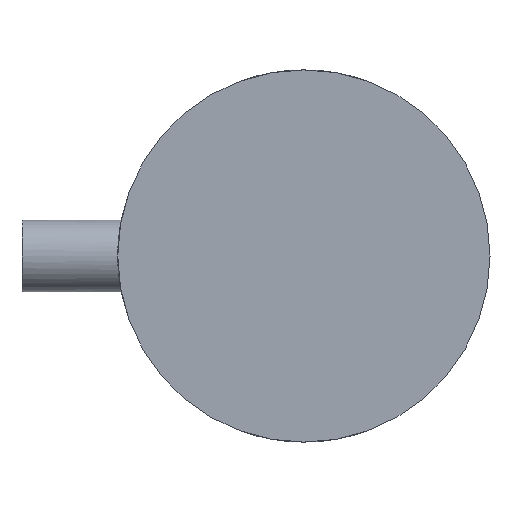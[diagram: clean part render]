
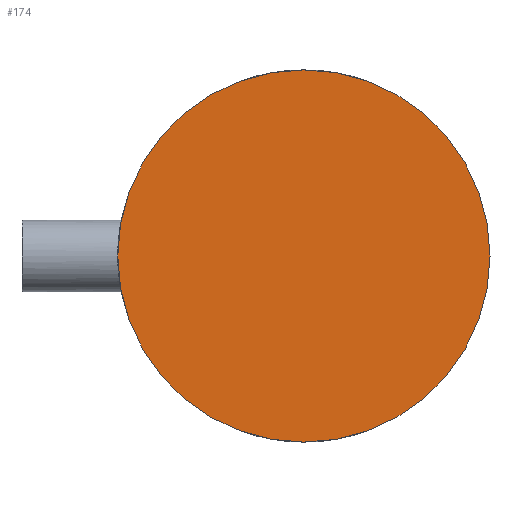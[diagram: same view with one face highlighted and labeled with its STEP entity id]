
A CAD part, front view. The second image highlights one B-rep face of the part: STEP entity #174.
In plain terms, the highlighted planar face has unit normal (0, -1, 0).
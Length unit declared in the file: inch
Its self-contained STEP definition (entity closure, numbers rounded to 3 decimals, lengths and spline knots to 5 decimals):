
#48=FACE_OUTER_BOUND('',#58,.T.);
#58=EDGE_LOOP('',(#156,#157));
#69=CIRCLE('',#211,3.75);
#70=CIRCLE('',#212,3.75);
#88=VERTEX_POINT('',#425);
#89=VERTEX_POINT('',#426);
#110=EDGE_CURVE('',#88,#89,#69,.T.);
#111=EDGE_CURVE('',#89,#88,#70,.T.);
#156=ORIENTED_EDGE('',*,*,#110,.T.);
#157=ORIENTED_EDGE('',*,*,#111,.T.);
#167=PLANE('',#213);
#174=ADVANCED_FACE('',(#48),#167,.T.);
#211=AXIS2_PLACEMENT_3D('',#427,#250,#251);
#212=AXIS2_PLACEMENT_3D('',#428,#252,#253);
#213=AXIS2_PLACEMENT_3D('',#431,#256,#257);
#250=DIRECTION('center_axis',(0.,-1.,0.));
#251=DIRECTION('ref_axis',(1.,0.,0.));
#252=DIRECTION('center_axis',(0.,-1.,0.));
#253=DIRECTION('ref_axis',(1.,0.,0.));
#256=DIRECTION('center_axis',(0.,-1.,0.));
#257=DIRECTION('ref_axis',(0.,0.,-1.));
#425=CARTESIAN_POINT('',(3.75,-1.1875,0.));
#426=CARTESIAN_POINT('',(-3.75,-1.1875,0.));
#427=CARTESIAN_POINT('Origin',(0.,-1.1875,0.));
#428=CARTESIAN_POINT('Origin',(0.,-1.1875,0.));
#431=CARTESIAN_POINT('Origin',(1.875,-1.1875,0.));
